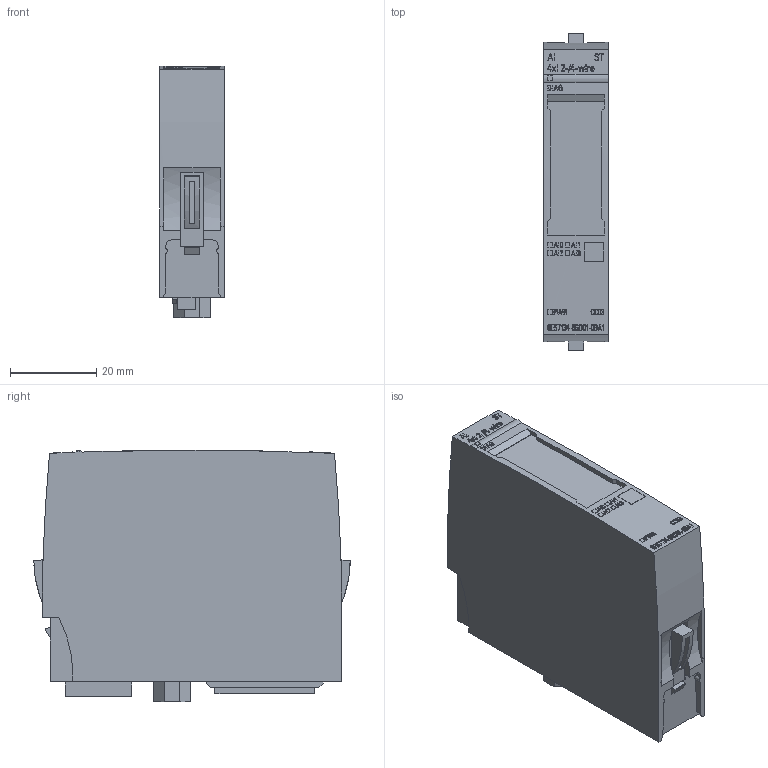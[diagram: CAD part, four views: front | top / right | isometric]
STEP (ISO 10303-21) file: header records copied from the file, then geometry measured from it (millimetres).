
FILE_DESCRIPTION(/* description */ (''),/* implementation_level */ '2;1');
FILE_NAME(/* name */ '6ES7134-6GD01-0BA1_3d.stp',/* time_stamp */ '2024-07-22T13:11:45+02:00',/* author */ (''),/* organization */ (''),/* preprocessor_version */ 'ST-DEVELOPER v18.102',/* originating_system */ 'SIEMENS PLM Software NX 2023',/* authorisation */ '');
FILE_SCHEMA (('AUTOMOTIVE_DESIGN { 1 0 10303 214 3 1 1 1 }'));
Length unit declared in the file: millimetre
Products named in the file (3): A5E43300457A_RS-AA_002_1-labeling; A5E43300458A_RS-AA_002_1-box; A5E43300454A_RS-AA_002_5-CAx_6ES71346GD010BA1
Assembly tree (2 placements, depth 2):
  A5E43300454A_RS-AA_002_5-CAx_6ES71346GD010BA1
    A5E43300458A_RS-AA_002_1-box
    A5E43300457A_RS-AA_002_1-labeling
Bounding box: 15 x 73.2 x 58.28 mm (x, y, z)
Volume: 52696.2 mm3; surface area: 14065.3 mm2
Topology: 60 solids, 60 shells, 1077 faces, 2625 edges, 1750 vertices
Faces by surface type: plane 834, cylinder 137, extrusion 106
Entity records: 47055 total; most frequent: CARTESIAN_POINT 13624, ORIENTED_EDGE 5230, DIRECTION 4915, EDGE_CURVE 2615, VECTOR 2043, LINE 1937, VERTEX_POINT 1750, AXIS2_PLACEMENT_3D 1436
